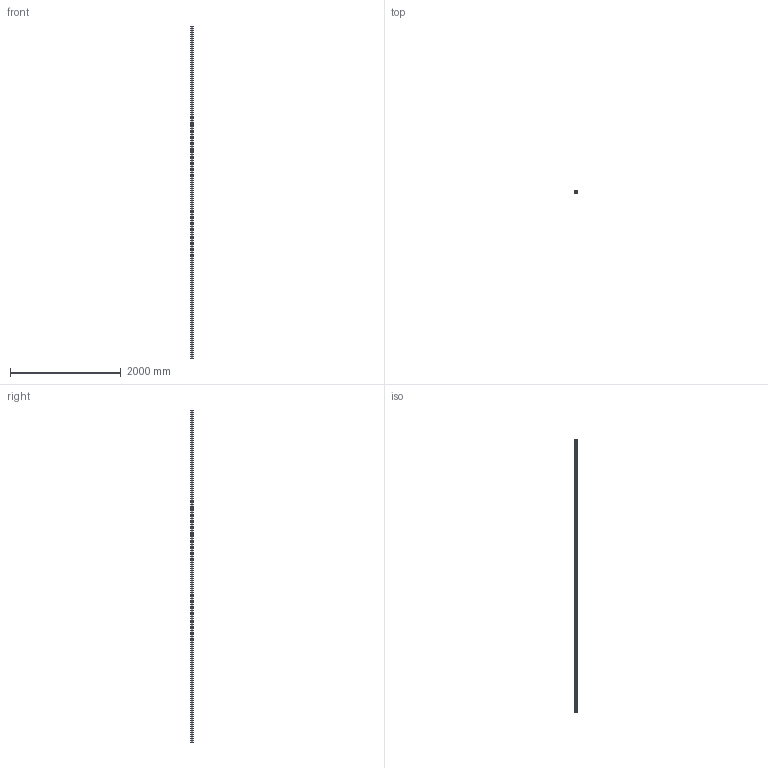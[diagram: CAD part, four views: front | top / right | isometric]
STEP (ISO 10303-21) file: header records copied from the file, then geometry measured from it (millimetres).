
FILE_DESCRIPTION (( 'STEP AP203' ), '1' );
FILE_NAME ('AE2-1.STEP', '2018-03-19T17:03:24', ( 'User2' ), ( '' ), 'SwSTEP 2.0', 'SolidWorks 2007', '' );
FILE_SCHEMA (( 'CONFIG_CONTROL_DESIGN' ));
Length unit declared in the file: millimetre
Products named in the file (1): AE2-1
Bounding box: 50 x 50 x 6000 mm (x, y, z)
Volume: 4077070.8 mm3; surface area: 4674588.1 mm2
Topology: 1 solids, 1 shells, 153 faces, 453 edges, 302 vertices
Faces by surface type: plane 146, cylinder 7
Entity records: 5118 total; most frequent: CARTESIAN_POINT 909, ORIENTED_EDGE 906, DIRECTION 775, EDGE_CURVE 453, LINE 439, VECTOR 439, VERTEX_POINT 302, AXIS2_PLACEMENT_3D 168
